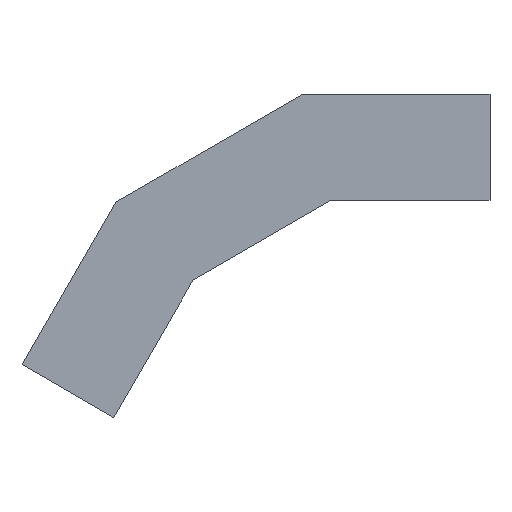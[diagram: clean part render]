
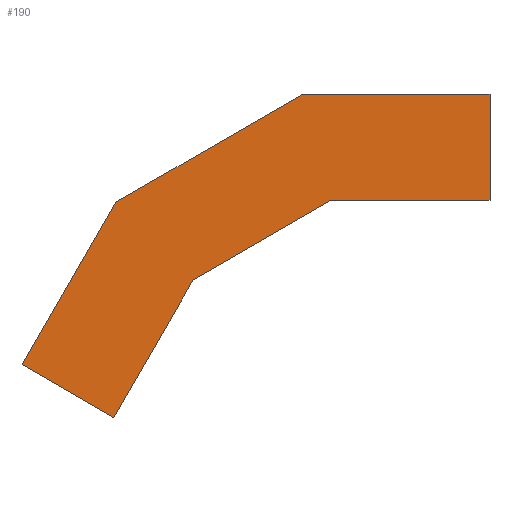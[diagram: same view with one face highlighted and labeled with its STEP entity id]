
A CAD part, front view. The second image highlights one B-rep face of the part: STEP entity #190.
In plain terms, the highlighted planar face has unit normal (0, -1, 0).
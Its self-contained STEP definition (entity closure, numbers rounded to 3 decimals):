
#24=FACE_OUTER_BOUND('',#34,.T.);
#34=EDGE_LOOP('',(#163,#164,#165,#166,#167,#168,#169,#170));
#35=LINE('',#271,#59);
#39=LINE('',#279,#63);
#42=LINE('',#285,#66);
#45=LINE('',#291,#69);
#48=LINE('',#297,#72);
#51=LINE('',#303,#75);
#54=LINE('',#309,#78);
#57=LINE('',#314,#81);
#59=VECTOR('',#225,10.);
#63=VECTOR('',#231,10.);
#66=VECTOR('',#236,10.);
#69=VECTOR('',#241,10.);
#72=VECTOR('',#246,10.);
#75=VECTOR('',#251,10.);
#78=VECTOR('',#256,10.);
#81=VECTOR('',#261,10.);
#83=VERTEX_POINT('',#269);
#84=VERTEX_POINT('',#270);
#87=VERTEX_POINT('',#278);
#89=VERTEX_POINT('',#284);
#91=VERTEX_POINT('',#290);
#93=VERTEX_POINT('',#296);
#95=VERTEX_POINT('',#302);
#97=VERTEX_POINT('',#308);
#99=EDGE_CURVE('',#83,#84,#35,.T.);
#103=EDGE_CURVE('',#87,#83,#39,.T.);
#106=EDGE_CURVE('',#89,#87,#42,.T.);
#109=EDGE_CURVE('',#91,#89,#45,.T.);
#112=EDGE_CURVE('',#93,#91,#48,.T.);
#115=EDGE_CURVE('',#95,#93,#51,.T.);
#118=EDGE_CURVE('',#97,#95,#54,.T.);
#121=EDGE_CURVE('',#84,#97,#57,.T.);
#163=ORIENTED_EDGE('',*,*,#121,.F.);
#164=ORIENTED_EDGE('',*,*,#99,.F.);
#165=ORIENTED_EDGE('',*,*,#103,.F.);
#166=ORIENTED_EDGE('',*,*,#106,.F.);
#167=ORIENTED_EDGE('',*,*,#109,.F.);
#168=ORIENTED_EDGE('',*,*,#112,.F.);
#169=ORIENTED_EDGE('',*,*,#115,.F.);
#170=ORIENTED_EDGE('',*,*,#118,.F.);
#180=PLANE('',#220);
#190=ADVANCED_FACE('',(#24),#180,.F.);
#220=AXIS2_PLACEMENT_3D('',#317,#265,#266);
#225=DIRECTION('',(1.,0.,0.));
#231=DIRECTION('',(0.866,0.,0.5));
#236=DIRECTION('',(0.5,0.,0.866));
#241=DIRECTION('',(-0.866,0.,0.5));
#246=DIRECTION('',(-0.5,0.,-0.866));
#251=DIRECTION('',(-0.866,0.,-0.5));
#256=DIRECTION('',(-1.,0.,0.));
#261=DIRECTION('',(0.,0.,-1.));
#265=DIRECTION('center_axis',(0.,1.,0.));
#266=DIRECTION('ref_axis',(0.,0.,1.));
#269=CARTESIAN_POINT('',(-20.359,0.,10.));
#270=CARTESIAN_POINT('',(15.,0.,10.));
#271=CARTESIAN_POINT('',(-20.359,0.,10.));
#278=CARTESIAN_POINT('',(-55.622,0.,-10.359));
#279=CARTESIAN_POINT('',(-55.622,0.,-10.359));
#284=CARTESIAN_POINT('',(-73.301,0.,-40.981));
#285=CARTESIAN_POINT('',(-73.301,0.,-40.981));
#290=CARTESIAN_POINT('',(-55.981,0.,-50.981));
#291=CARTESIAN_POINT('',(-55.981,0.,-50.981));
#296=CARTESIAN_POINT('',(-40.981,0.,-25.));
#297=CARTESIAN_POINT('',(-40.981,0.,-25.));
#302=CARTESIAN_POINT('',(-15.,0.,-10.));
#303=CARTESIAN_POINT('',(-15.,0.,-10.));
#308=CARTESIAN_POINT('',(15.,0.,-10.));
#309=CARTESIAN_POINT('',(15.,0.,-10.));
#314=CARTESIAN_POINT('',(15.,0.,10.));
#317=CARTESIAN_POINT('Origin',(-29.151,0.,-20.49));
